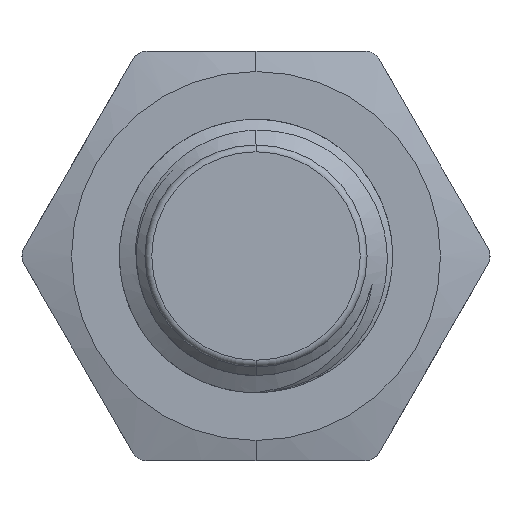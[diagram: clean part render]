
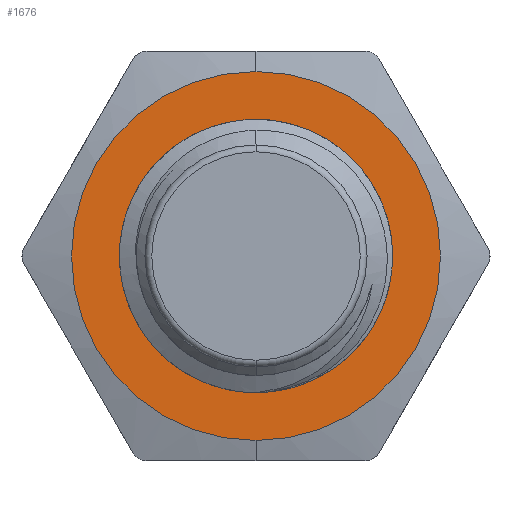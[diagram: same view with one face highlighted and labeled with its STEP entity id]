
A CAD part, front view. The second image highlights one B-rep face of the part: STEP entity #1676.
In plain terms, the highlighted planar face has unit normal (0, -1, 0).
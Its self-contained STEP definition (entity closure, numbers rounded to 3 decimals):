
#220=FACE_BOUND('',#3302,.T.);
#221=FACE_BOUND('',#3303,.T.);
#516=CIRCLE('',#12959,5.4);
#517=CIRCLE('',#12961,3.5);
#518=CIRCLE('',#12963,3.5);
#519=CIRCLE('',#12964,5.4);
#783=PLANE('',#12965);
#1676=ADVANCED_FACE('',(#220,#221),#783,.T.);
#3302=EDGE_LOOP('',(#7440,#7441));
#3303=EDGE_LOOP('',(#7442,#7443));
#7440=ORIENTED_EDGE('',*,*,#10523,.T.);
#7441=ORIENTED_EDGE('',*,*,#10522,.T.);
#7442=ORIENTED_EDGE('',*,*,#10518,.T.);
#7443=ORIENTED_EDGE('',*,*,#10524,.T.);
#8690=VERTEX_POINT('',#31507);
#8691=VERTEX_POINT('',#31509);
#8692=VERTEX_POINT('',#31513);
#8693=VERTEX_POINT('',#31515);
#10518=EDGE_CURVE('',#8691,#8690,#516,.T.);
#10522=EDGE_CURVE('',#8692,#8693,#517,.T.);
#10523=EDGE_CURVE('',#8693,#8692,#518,.T.);
#10524=EDGE_CURVE('',#8690,#8691,#519,.T.);
#12959=AXIS2_PLACEMENT_3D('',#31508,#15493,#15494);
#12961=AXIS2_PLACEMENT_3D('',#31516,#15500,#15501);
#12963=AXIS2_PLACEMENT_3D('',#31518,#15504,#15505);
#12964=AXIS2_PLACEMENT_3D('',#31519,#15506,#15507);
#12965=AXIS2_PLACEMENT_3D('',#31520,#15508,#15509);
#15493=DIRECTION('',(0.,-1.,0.));
#15494=DIRECTION('',(0.,0.,-1.));
#15500=DIRECTION('',(0.,1.,0.));
#15501=DIRECTION('',(0.,0.,1.));
#15504=DIRECTION('',(0.,1.,0.));
#15505=DIRECTION('',(0.,0.,1.));
#15506=DIRECTION('',(0.,-1.,0.));
#15507=DIRECTION('',(0.,0.,-1.));
#15508=DIRECTION('',(0.,-1.,0.));
#15509=DIRECTION('',(1.,0.,0.));
#31507=CARTESIAN_POINT('',(0.,5.,5.4));
#31508=CARTESIAN_POINT('',(0.,5.,0.));
#31509=CARTESIAN_POINT('',(0.,5.,-5.4));
#31513=CARTESIAN_POINT('',(0.,5.,-3.5));
#31515=CARTESIAN_POINT('',(0.,5.,3.5));
#31516=CARTESIAN_POINT('',(0.,5.,0.));
#31518=CARTESIAN_POINT('',(0.,5.,0.));
#31519=CARTESIAN_POINT('',(0.,5.,0.));
#31520=CARTESIAN_POINT('',(0.,5.,0.));
